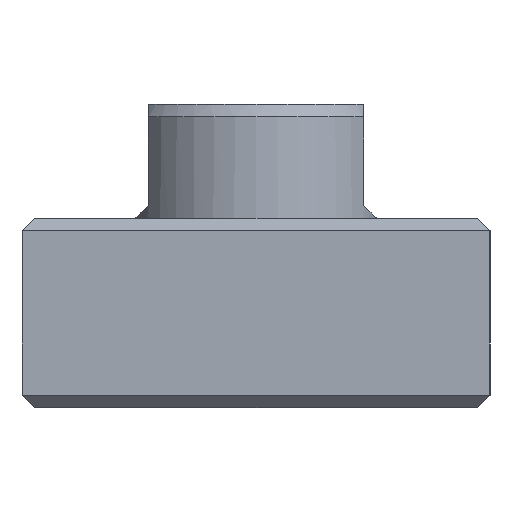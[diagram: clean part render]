
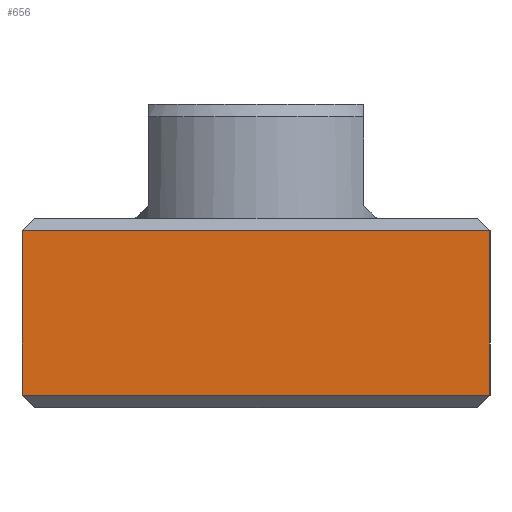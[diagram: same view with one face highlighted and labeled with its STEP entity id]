
A CAD part, left-side view. The second image highlights one B-rep face of the part: STEP entity #656.
In plain terms, the highlighted planar face has unit normal (-1, 0, 0).
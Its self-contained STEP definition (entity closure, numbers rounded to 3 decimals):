
#48=LINE('',#1022,#84);
#55=LINE('',#1037,#91);
#60=LINE('',#1046,#96);
#63=LINE('',#1079,#99);
#84=VECTOR('',#820,37.);
#91=VECTOR('',#835,13.);
#96=VECTOR('',#846,37.);
#99=VECTOR('',#893,13.);
#126=PLANE('',#728);
#201=FACE_OUTER_BOUND('',#275,.T.);
#275=EDGE_LOOP('',(#564,#565,#566,#567));
#355=VERTEX_POINT('',#1014);
#357=VERTEX_POINT('',#1020);
#361=VERTEX_POINT('',#1036);
#362=VERTEX_POINT('',#1045);
#417=EDGE_CURVE('',#357,#355,#48,.T.);
#424=EDGE_CURVE('',#361,#355,#55,.T.);
#429=EDGE_CURVE('',#361,#362,#60,.T.);
#440=EDGE_CURVE('',#362,#357,#63,.T.);
#564=ORIENTED_EDGE('',*,*,#417,.F.);
#565=ORIENTED_EDGE('',*,*,#440,.F.);
#566=ORIENTED_EDGE('',*,*,#429,.F.);
#567=ORIENTED_EDGE('',*,*,#424,.T.);
#656=ADVANCED_FACE('',(#201),#126,.T.);
#728=AXIS2_PLACEMENT_3D('',#1080,#894,#895);
#820=DIRECTION('',(0.,1.,0.));
#835=DIRECTION('',(0.,0.,-1.));
#846=DIRECTION('',(0.,-1.,0.));
#893=DIRECTION('',(0.,0.,-1.));
#894=DIRECTION('center_axis',(-1.,0.,0.));
#895=DIRECTION('ref_axis',(0.,1.,0.));
#1014=CARTESIAN_POINT('',(-30.,18.5,-14.));
#1020=CARTESIAN_POINT('',(-30.,-18.5,-14.));
#1022=CARTESIAN_POINT('',(-30.,4.625,-14.));
#1036=CARTESIAN_POINT('',(-30.,18.5,-1.));
#1037=CARTESIAN_POINT('',(-30.,18.5,0.));
#1045=CARTESIAN_POINT('',(-30.,-18.5,-1.));
#1046=CARTESIAN_POINT('',(-30.,4.625,-1.));
#1079=CARTESIAN_POINT('',(-30.,-18.5,0.));
#1080=CARTESIAN_POINT('Origin',(-30.,0.,0.));
